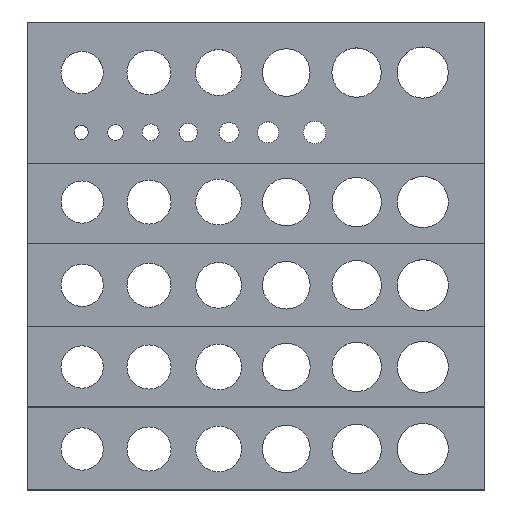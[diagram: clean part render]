
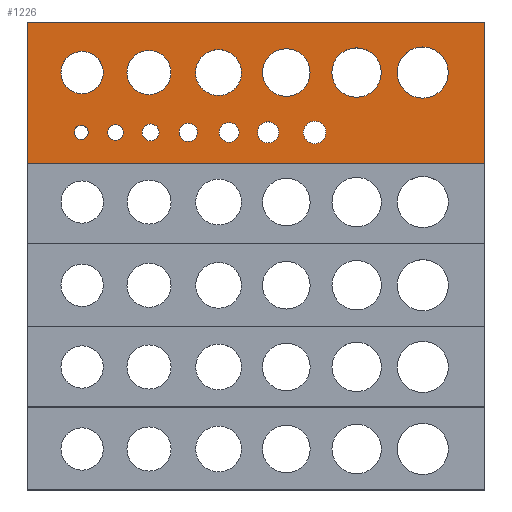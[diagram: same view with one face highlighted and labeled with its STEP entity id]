
A CAD part, top view. The second image highlights one B-rep face of the part: STEP entity #1226.
In plain terms, the highlighted planar face has unit normal (0, 0, 1).
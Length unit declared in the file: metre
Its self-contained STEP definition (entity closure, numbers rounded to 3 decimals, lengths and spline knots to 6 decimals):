
#76=CIRCLE('',#1382,0.003);
#78=CIRCLE('',#1385,0.003125);
#80=CIRCLE('',#1388,0.00325);
#82=CIRCLE('',#1391,0.003375);
#84=CIRCLE('',#1394,0.0035);
#86=CIRCLE('',#1397,0.003625);
#88=CIRCLE('',#1400,0.001);
#90=CIRCLE('',#1403,0.0011);
#92=CIRCLE('',#1406,0.0012);
#94=CIRCLE('',#1409,0.0013);
#96=CIRCLE('',#1412,0.0014);
#98=CIRCLE('',#1415,0.0015);
#100=CIRCLE('',#1418,0.0016);
#337=ORIENTED_EDGE('',*,*,#525,.F.);
#338=ORIENTED_EDGE('',*,*,#523,.F.);
#339=ORIENTED_EDGE('',*,*,#521,.F.);
#340=ORIENTED_EDGE('',*,*,#519,.F.);
#341=ORIENTED_EDGE('',*,*,#517,.F.);
#342=ORIENTED_EDGE('',*,*,#515,.F.);
#343=ORIENTED_EDGE('',*,*,#513,.F.);
#344=ORIENTED_EDGE('',*,*,#511,.F.);
#345=ORIENTED_EDGE('',*,*,#509,.F.);
#346=ORIENTED_EDGE('',*,*,#507,.F.);
#347=ORIENTED_EDGE('',*,*,#505,.F.);
#348=ORIENTED_EDGE('',*,*,#503,.F.);
#349=ORIENTED_EDGE('',*,*,#501,.F.);
#350=ORIENTED_EDGE('',*,*,#493,.F.);
#351=ORIENTED_EDGE('',*,*,#497,.T.);
#352=ORIENTED_EDGE('',*,*,#500,.T.);
#353=ORIENTED_EDGE('',*,*,#528,.F.);
#493=EDGE_CURVE('',#615,#616,#705,.T.);
#497=EDGE_CURVE('',#615,#618,#709,.T.);
#500=EDGE_CURVE('',#618,#620,#712,.T.);
#501=EDGE_CURVE('',#621,#621,#76,.T.);
#503=EDGE_CURVE('',#623,#623,#78,.T.);
#505=EDGE_CURVE('',#625,#625,#80,.T.);
#507=EDGE_CURVE('',#627,#627,#82,.T.);
#509=EDGE_CURVE('',#629,#629,#84,.T.);
#511=EDGE_CURVE('',#631,#631,#86,.T.);
#513=EDGE_CURVE('',#633,#633,#88,.T.);
#515=EDGE_CURVE('',#635,#635,#90,.T.);
#517=EDGE_CURVE('',#637,#637,#92,.T.);
#519=EDGE_CURVE('',#639,#639,#94,.T.);
#521=EDGE_CURVE('',#641,#641,#96,.T.);
#523=EDGE_CURVE('',#643,#643,#98,.T.);
#525=EDGE_CURVE('',#645,#645,#100,.T.);
#528=EDGE_CURVE('',#616,#620,#714,.T.);
#615=VERTEX_POINT('',#1980);
#616=VERTEX_POINT('',#1982);
#618=VERTEX_POINT('',#1988);
#620=VERTEX_POINT('',#1994);
#621=VERTEX_POINT('',#1998);
#623=VERTEX_POINT('',#2003);
#625=VERTEX_POINT('',#2008);
#627=VERTEX_POINT('',#2013);
#629=VERTEX_POINT('',#2018);
#631=VERTEX_POINT('',#2023);
#633=VERTEX_POINT('',#2028);
#635=VERTEX_POINT('',#2033);
#637=VERTEX_POINT('',#2038);
#639=VERTEX_POINT('',#2043);
#641=VERTEX_POINT('',#2048);
#643=VERTEX_POINT('',#2053);
#645=VERTEX_POINT('',#2058);
#705=LINE('',#1981,#765);
#709=LINE('',#1989,#769);
#712=LINE('',#1995,#772);
#714=LINE('',#2063,#774);
#765=VECTOR('',#1641,1.);
#769=VECTOR('',#1647,1.);
#772=VECTOR('',#1652,1.);
#774=VECTOR('',#1734,1.);
#907=EDGE_LOOP('',(#337));
#908=EDGE_LOOP('',(#338));
#909=EDGE_LOOP('',(#339));
#910=EDGE_LOOP('',(#340));
#911=EDGE_LOOP('',(#341));
#912=EDGE_LOOP('',(#342));
#913=EDGE_LOOP('',(#343));
#914=EDGE_LOOP('',(#344));
#915=EDGE_LOOP('',(#345));
#916=EDGE_LOOP('',(#346));
#917=EDGE_LOOP('',(#347));
#918=EDGE_LOOP('',(#348));
#919=EDGE_LOOP('',(#349));
#920=EDGE_LOOP('',(#350,#351,#352,#353));
#1085=FACE_BOUND('',#907,.T.);
#1086=FACE_BOUND('',#908,.T.);
#1087=FACE_BOUND('',#909,.T.);
#1088=FACE_BOUND('',#910,.T.);
#1089=FACE_BOUND('',#911,.T.);
#1090=FACE_BOUND('',#912,.T.);
#1091=FACE_BOUND('',#913,.T.);
#1092=FACE_BOUND('',#914,.T.);
#1093=FACE_BOUND('',#915,.T.);
#1094=FACE_BOUND('',#916,.T.);
#1095=FACE_BOUND('',#917,.T.);
#1096=FACE_BOUND('',#918,.T.);
#1097=FACE_BOUND('',#919,.T.);
#1098=FACE_BOUND('',#920,.T.);
#1165=PLANE('',#1421);
#1226=ADVANCED_FACE('',(#1085,#1086,#1087,#1088,#1089,#1090,#1091,#1092,
#1093,#1094,#1095,#1096,#1097,#1098),#1165,.T.);
#1382=AXIS2_PLACEMENT_3D('',#1997,#1655,#1656);
#1385=AXIS2_PLACEMENT_3D('',#2002,#1661,#1662);
#1388=AXIS2_PLACEMENT_3D('',#2007,#1667,#1668);
#1391=AXIS2_PLACEMENT_3D('',#2012,#1673,#1674);
#1394=AXIS2_PLACEMENT_3D('',#2017,#1679,#1680);
#1397=AXIS2_PLACEMENT_3D('',#2022,#1685,#1686);
#1400=AXIS2_PLACEMENT_3D('',#2027,#1691,#1692);
#1403=AXIS2_PLACEMENT_3D('',#2032,#1697,#1698);
#1406=AXIS2_PLACEMENT_3D('',#2037,#1703,#1704);
#1409=AXIS2_PLACEMENT_3D('',#2042,#1709,#1710);
#1412=AXIS2_PLACEMENT_3D('',#2047,#1715,#1716);
#1415=AXIS2_PLACEMENT_3D('',#2052,#1721,#1722);
#1418=AXIS2_PLACEMENT_3D('',#2057,#1727,#1728);
#1421=AXIS2_PLACEMENT_3D('',#2064,#1735,#1736);
#1641=DIRECTION('',(1.,0.,0.));
#1647=DIRECTION('',(0.,-1.,0.));
#1652=DIRECTION('',(1.,0.,0.));
#1655=DIRECTION('',(0.,0.,1.));
#1656=DIRECTION('',(1.,0.,0.));
#1661=DIRECTION('',(0.,0.,1.));
#1662=DIRECTION('',(1.,0.,0.));
#1667=DIRECTION('',(0.,0.,1.));
#1668=DIRECTION('',(1.,0.,0.));
#1673=DIRECTION('',(0.,0.,1.));
#1674=DIRECTION('',(1.,0.,0.));
#1679=DIRECTION('',(0.,0.,1.));
#1680=DIRECTION('',(1.,0.,0.));
#1685=DIRECTION('',(0.,0.,1.));
#1686=DIRECTION('',(1.,0.,0.));
#1691=DIRECTION('',(0.,0.,1.));
#1692=DIRECTION('',(1.,0.,0.));
#1697=DIRECTION('',(0.,0.,1.));
#1698=DIRECTION('',(1.,0.,0.));
#1703=DIRECTION('',(0.,0.,1.));
#1704=DIRECTION('',(1.,0.,0.));
#1709=DIRECTION('',(0.,0.,1.));
#1710=DIRECTION('',(1.,0.,0.));
#1715=DIRECTION('',(0.,0.,1.));
#1716=DIRECTION('',(1.,0.,0.));
#1721=DIRECTION('',(0.,0.,1.));
#1722=DIRECTION('',(1.,0.,0.));
#1727=DIRECTION('',(0.,0.,1.));
#1728=DIRECTION('',(1.,0.,0.));
#1734=DIRECTION('',(0.,-1.,0.));
#1735=DIRECTION('',(0.,0.,1.));
#1736=DIRECTION('',(1.,0.,0.));
#1980=CARTESIAN_POINT('',(-0.048861,-0.083252,0.0025));
#1981=CARTESIAN_POINT('',(-0.016431,-0.083252,0.0025));
#1982=CARTESIAN_POINT('',(0.015999,-0.083252,0.0025));
#1988=CARTESIAN_POINT('',(-0.048861,-0.103252,0.0025));
#1989=CARTESIAN_POINT('',(-0.048861,-0.093252,0.0025));
#1994=CARTESIAN_POINT('',(0.015999,-0.103252,0.0025));
#1995=CARTESIAN_POINT('',(-0.016431,-0.103252,0.0025));
#1997=CARTESIAN_POINT('',(-0.041087,-0.090421,0.0025));
#1998=CARTESIAN_POINT('',(-0.038087,-0.090421,0.0025));
#2002=CARTESIAN_POINT('',(-0.031603,-0.090421,0.0025));
#2003=CARTESIAN_POINT('',(-0.028478,-0.090421,0.0025));
#2007=CARTESIAN_POINT('',(-0.021742,-0.090421,0.0025));
#2008=CARTESIAN_POINT('',(-0.018492,-0.090421,0.0025));
#2012=CARTESIAN_POINT('',(-0.012131,-0.090421,0.0025));
#2013=CARTESIAN_POINT('',(-0.008756,-0.090421,0.0025));
#2017=CARTESIAN_POINT('',(-0.002169,-0.090421,0.0025));
#2018=CARTESIAN_POINT('',(0.001331,-0.090421,0.0025));
#2022=CARTESIAN_POINT('',(0.007215,-0.090421,0.0025));
#2023=CARTESIAN_POINT('',(0.01084,-0.090421,0.0025));
#2027=CARTESIAN_POINT('',(-0.041193,-0.098905,0.0025));
#2028=CARTESIAN_POINT('',(-0.040193,-0.098905,0.0025));
#2032=CARTESIAN_POINT('',(-0.036345,-0.098905,0.0025));
#2033=CARTESIAN_POINT('',(-0.035245,-0.098905,0.0025));
#2037=CARTESIAN_POINT('',(-0.031367,-0.098905,0.0025));
#2038=CARTESIAN_POINT('',(-0.030167,-0.098905,0.0025));
#2042=CARTESIAN_POINT('',(-0.026031,-0.098905,0.0025));
#2043=CARTESIAN_POINT('',(-0.024731,-0.098905,0.0025));
#2047=CARTESIAN_POINT('',(-0.020221,-0.098905,0.0025));
#2048=CARTESIAN_POINT('',(-0.018821,-0.098905,0.0025));
#2052=CARTESIAN_POINT('',(-0.014711,-0.098905,0.0025));
#2053=CARTESIAN_POINT('',(-0.013211,-0.098905,0.0025));
#2057=CARTESIAN_POINT('',(-0.008103,-0.098905,0.0025));
#2058=CARTESIAN_POINT('',(-0.006503,-0.098905,0.0025));
#2063=CARTESIAN_POINT('',(0.015999,-0.093252,0.0025));
#2064=CARTESIAN_POINT('',(0.,-0.055619,0.0025));
